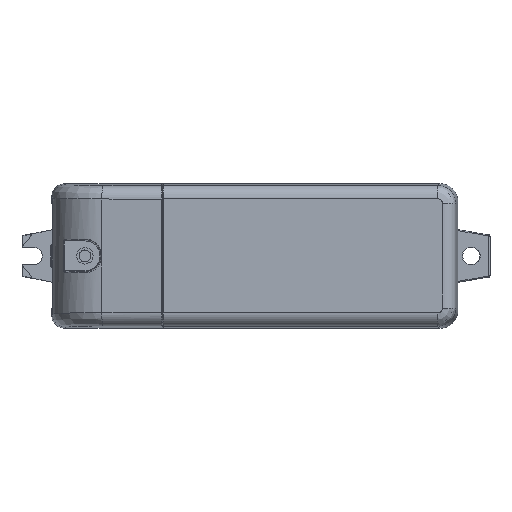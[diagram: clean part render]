
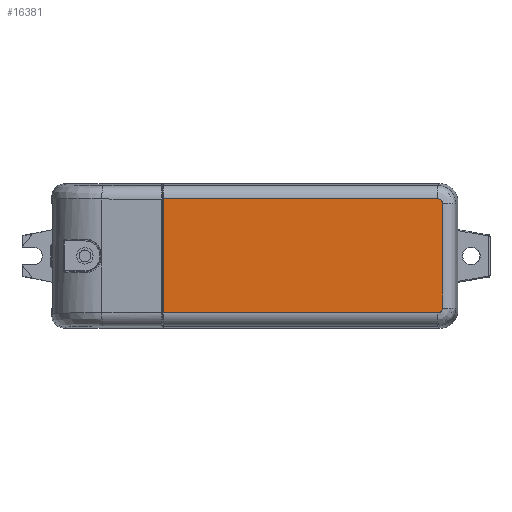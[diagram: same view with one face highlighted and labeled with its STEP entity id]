
A CAD part, top view. The second image highlights one B-rep face of the part: STEP entity #16381.
In plain terms, the highlighted planar face has unit normal (0, 0, 1).
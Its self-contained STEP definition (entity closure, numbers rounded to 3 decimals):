
#13216=CARTESIAN_POINT('',(42.662,-11.862,21.6));
#13217=CARTESIAN_POINT('',(42.662,-11.946,21.6));
#13218=CARTESIAN_POINT('',(42.644,-12.108,21.6));
#13219=CARTESIAN_POINT('',(42.562,-12.343,21.6));
#13220=CARTESIAN_POINT('',(42.429,-12.554,21.6));
#13221=CARTESIAN_POINT('',(42.254,-12.729,21.6));
#13222=CARTESIAN_POINT('',(42.043,-12.862,21.6));
#13223=CARTESIAN_POINT('',(41.808,-12.944,21.6));
#13224=CARTESIAN_POINT('',(41.646,-12.962,21.6));
#13225=CARTESIAN_POINT('',(41.562,-12.962,21.6));
#13232=DIRECTION('',(-1.,0.,0.));
#13233=VECTOR('',#13232,62.312);
#13234=CARTESIAN_POINT('',(41.562,-12.962,21.6));
#13235=LINE('',#13234,#13233);
#14090=CARTESIAN_POINT('',(41.562,12.962,21.6));
#14091=CARTESIAN_POINT('',(41.646,12.962,21.6));
#14092=CARTESIAN_POINT('',(41.808,12.944,21.6));
#14093=CARTESIAN_POINT('',(42.043,12.862,21.6));
#14094=CARTESIAN_POINT('',(42.254,12.729,21.6));
#14095=CARTESIAN_POINT('',(42.429,12.554,21.6));
#14096=CARTESIAN_POINT('',(42.562,12.343,21.6));
#14097=CARTESIAN_POINT('',(42.644,12.108,21.6));
#14098=CARTESIAN_POINT('',(42.662,11.946,21.6));
#14099=CARTESIAN_POINT('',(42.662,11.862,21.6));
#14110=DIRECTION('',(0.,-1.,0.));
#14111=VECTOR('',#14110,23.725);
#14112=CARTESIAN_POINT('',(42.662,11.862,21.6));
#14113=LINE('',#14112,#14111);
#14119=DIRECTION('',(0.,-1.,0.));
#14120=VECTOR('',#14119,25.924);
#14121=CARTESIAN_POINT('',(-20.75,12.962,21.6));
#14122=LINE('',#14121,#14120);
#14151=DIRECTION('',(1.,0.,0.));
#14152=VECTOR('',#14151,62.312);
#14153=CARTESIAN_POINT('',(-20.75,12.962,21.6));
#14154=LINE('',#14153,#14152);
#14233=VERTEX_POINT('',#13216);
#14234=VERTEX_POINT('',#13225);
#14237=CARTESIAN_POINT('',(42.662,11.862,21.6));
#14238=VERTEX_POINT('',#14237);
#14240=VERTEX_POINT('',#14090);
#14329=CARTESIAN_POINT('',(-20.75,-12.962,21.6));
#14330=VERTEX_POINT('',#14329);
#14333=CARTESIAN_POINT('',(-20.75,12.962,21.6));
#14334=VERTEX_POINT('',#14333);
#16366=CARTESIAN_POINT('',(52.8,19.74,21.6));
#16367=DIRECTION('',(0.,0.,-1.));
#16368=DIRECTION('',(-1.,0.,0.));
#16369=AXIS2_PLACEMENT_3D('',#16366,#16367,#16368);
#16370=PLANE('',#16369);
#16372=ORIENTED_EDGE('',*,*,#16371,.F.);
#16374=ORIENTED_EDGE('',*,*,#16373,.T.);
#16375=ORIENTED_EDGE('',*,*,#16346,.T.);
#16376=ORIENTED_EDGE('',*,*,#16360,.T.);
#16377=ORIENTED_EDGE('',*,*,#15021,.T.);
#16378=ORIENTED_EDGE('',*,*,#15035,.T.);
#16379=EDGE_LOOP('',(#16372,#16374,#16375,#16376,#16377,#16378));
#16380=FACE_OUTER_BOUND('',#16379,.F.);
#16381=ADVANCED_FACE('',(#16380),#16370,.F.);
#13226=B_SPLINE_CURVE_WITH_KNOTS('',3,(#13216,#13217,#13218,#13219,#13220,
#13221,#13222,#13223,#13224,#13225),.UNSPECIFIED.,.F.,.F.,(4,1,1,1,1,1,1,4),(
0.,0.143,0.286,0.429,0.571,
0.714,0.857,1.),.UNSPECIFIED.);
#14100=B_SPLINE_CURVE_WITH_KNOTS('',3,(#14090,#14091,#14092,#14093,#14094,
#14095,#14096,#14097,#14098,#14099),.UNSPECIFIED.,.F.,.F.,(4,1,1,1,1,1,1,4),(
0.,0.143,0.286,0.429,0.571,
0.714,0.857,1.),.UNSPECIFIED.);
#15021=EDGE_CURVE('',#14233,#14234,#13226,.T.);
#15035=EDGE_CURVE('',#14234,#14330,#13235,.T.);
#16346=EDGE_CURVE('',#14240,#14238,#14100,.T.);
#16360=EDGE_CURVE('',#14238,#14233,#14113,.T.);
#16371=EDGE_CURVE('',#14334,#14330,#14122,.T.);
#16373=EDGE_CURVE('',#14334,#14240,#14154,.T.);
